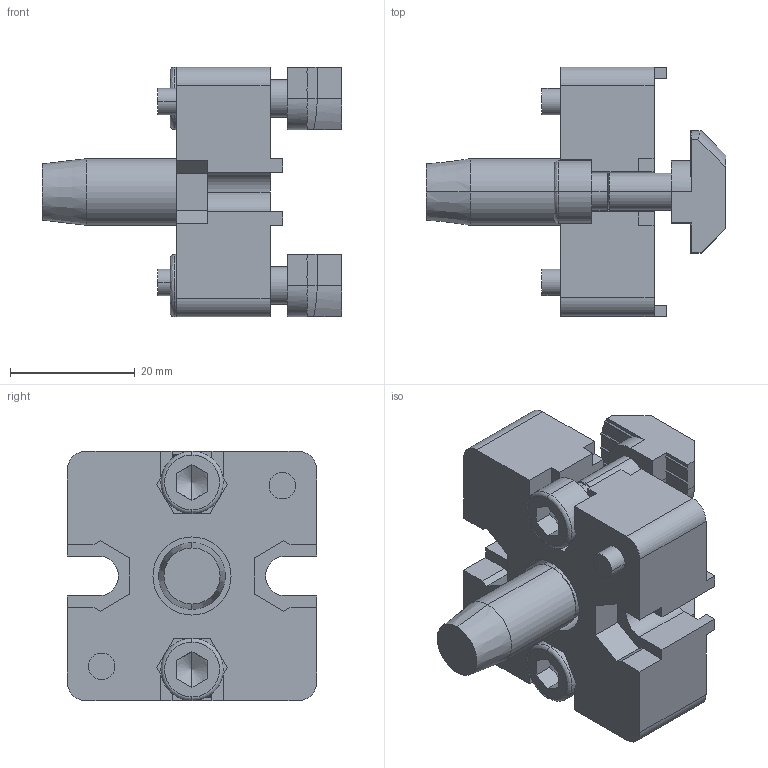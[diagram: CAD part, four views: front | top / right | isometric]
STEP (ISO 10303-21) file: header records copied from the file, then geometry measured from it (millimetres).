
FILE_DESCRIPTION(('STEP AP203'),'1');
FILE_NAME('cctmp_52038A55-34D1-41E2-8634-DF18090D9FB5_2025_06_17_13_26_47_0841_35512..stp','2025-06-17T19:26:48',('KiM GmbH'),('CADClick - www.CADClick.com'),'Spatial InterOp 3D',' ','unknown authorization');
FILE_SCHEMA(('CONFIG_CONTROL_DESIGN'));
Length unit declared in the file: millimetre
Products named in the file (6): 1; 2; 3; 4; 5; 6
Bounding box: 47.97 x 40 x 40 mm (x, y, z)
Volume: 21838 mm3; surface area: 13059.1 mm2
Topology: 6 solids, 6 shells, 340 faces, 912 edges, 595 vertices
Faces by surface type: plane 198, cylinder 116, cone 22, bspline 4
Entity records: 11673 total; most frequent: CARTESIAN_POINT 3034, ORIENTED_EDGE 1812, DIRECTION 1662, EDGE_CURVE 906, VERTEX_POINT 595, LINE 594, VECTOR 594, AXIS2_PLACEMENT_3D 534
